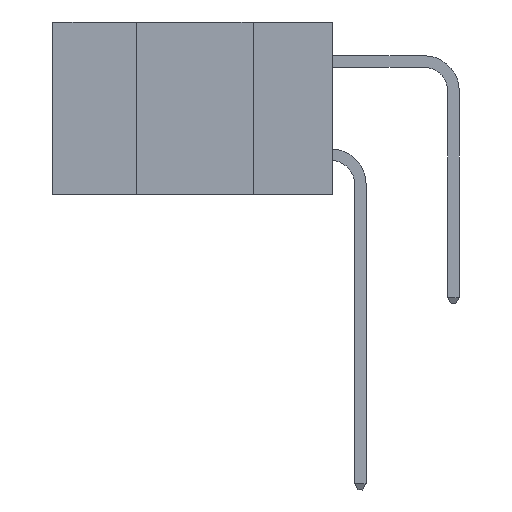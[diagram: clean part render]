
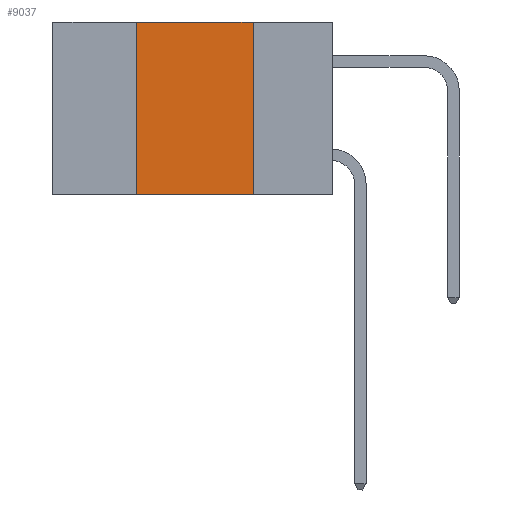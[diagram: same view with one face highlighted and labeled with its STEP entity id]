
A CAD part, left-side view. The second image highlights one B-rep face of the part: STEP entity #9037.
In plain terms, the highlighted planar face has unit normal (-1, 0, 0).
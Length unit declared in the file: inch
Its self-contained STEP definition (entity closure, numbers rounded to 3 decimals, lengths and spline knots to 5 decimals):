
#378 = CARTESIAN_POINT ( 'NONE',  ( 0., 0.42, 0. ) ) ;
#628 = ORIENTED_EDGE ( 'NONE', *, *, #8068, .T. ) ;
#833 = CARTESIAN_POINT ( 'NONE',  ( 0., 0.6, 0. ) ) ;
#1224 = VECTOR ( 'NONE', #13612, 39.37008 ) ;
#1440 = EDGE_LOOP ( 'NONE', ( #4432, #11967, #6340, #628 ) ) ;
#1657 = LINE ( 'NONE', #378, #1224 ) ;
#1839 = CARTESIAN_POINT ( 'NONE',  ( 0., 0.6, 0. ) ) ;
#1860 = VERTEX_POINT ( 'NONE', #7502 ) ;
#1954 = DIRECTION ( 'NONE',  ( 0., -1., 0. ) ) ;
#2354 = AXIS2_PLACEMENT_3D ( 'NONE', #833, #15417, #7601 ) ;
#2704 = DIRECTION ( 'NONE',  ( 0., -1., 0. ) ) ;
#2849 = VERTEX_POINT ( 'NONE', #10262 ) ;
#4432 = ORIENTED_EDGE ( 'NONE', *, *, #5084, .F. ) ;
#4951 = PLANE ( 'NONE',  #2354 ) ;
#5084 = EDGE_CURVE ( 'NONE', #5516, #9983, #6850, .T. ) ;
#5516 = VERTEX_POINT ( 'NONE', #13426 ) ;
#5546 = LINE ( 'NONE', #1839, #7806 ) ;
#6185 = LINE ( 'NONE', #12719, #12725 ) ;
#6340 = ORIENTED_EDGE ( 'NONE', *, *, #15910, .F. ) ;
#6850 = LINE ( 'NONE', #10270, #16396 ) ;
#7502 = CARTESIAN_POINT ( 'NONE',  ( 0., 0.42, 0. ) ) ;
#7601 = DIRECTION ( 'NONE',  ( 0., 0., -1. ) ) ;
#7806 = VECTOR ( 'NONE', #1954, 39.37008 ) ;
#7828 = FACE_OUTER_BOUND ( 'NONE', #1440, .T. ) ;
#8068 = EDGE_CURVE ( 'NONE', #2849, #9983, #6185, .T. ) ;
#9037 = ADVANCED_FACE ( 'NONE', ( #7828 ), #4951, .F. ) ;
#9476 = EDGE_CURVE ( 'NONE', #1860, #5516, #5546, .T. ) ;
#9983 = VERTEX_POINT ( 'NONE', #16685 ) ;
#10262 = CARTESIAN_POINT ( 'NONE',  ( 0., 0.42, -0.37 ) ) ;
#10270 = CARTESIAN_POINT ( 'NONE',  ( 0., 0.17, 0. ) ) ;
#10473 = DIRECTION ( 'NONE',  ( 0., 0., -1. ) ) ;
#11967 = ORIENTED_EDGE ( 'NONE', *, *, #9476, .F. ) ;
#12719 = CARTESIAN_POINT ( 'NONE',  ( 0., 0.6, -0.37 ) ) ;
#12725 = VECTOR ( 'NONE', #2704, 39.37008 ) ;
#13426 = CARTESIAN_POINT ( 'NONE',  ( 0., 0.17, 0. ) ) ;
#13612 = DIRECTION ( 'NONE',  ( 0., 0., 1. ) ) ;
#15417 = DIRECTION ( 'NONE',  ( 1., 0., 0. ) ) ;
#15910 = EDGE_CURVE ( 'NONE', #2849, #1860, #1657, .T. ) ;
#16396 = VECTOR ( 'NONE', #10473, 39.37008 ) ;
#16685 = CARTESIAN_POINT ( 'NONE',  ( 0., 0.17, -0.37 ) ) ;
